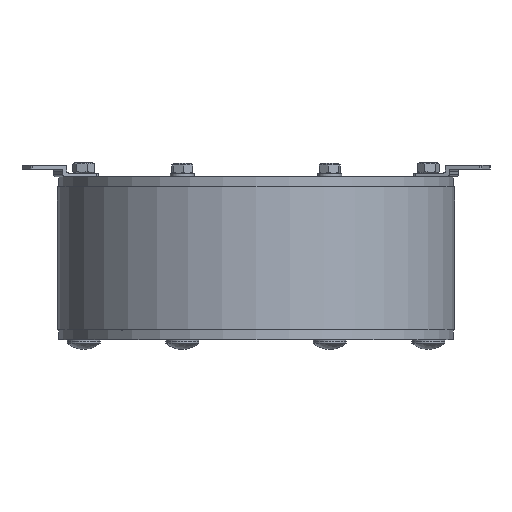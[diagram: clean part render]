
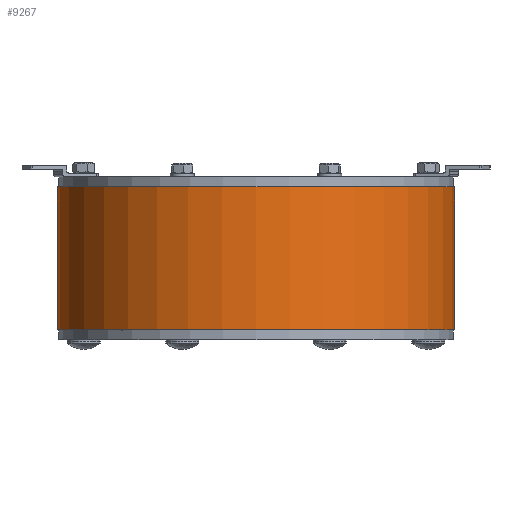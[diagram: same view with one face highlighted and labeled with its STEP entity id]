
A CAD part, front view. The second image highlights one B-rep face of the part: STEP entity #9267.
In plain terms, the highlighted cylindrical face has radius 100 mm (diameter 200 mm), a partial arc.
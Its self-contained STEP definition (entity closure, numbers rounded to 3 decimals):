
#928=CYLINDRICAL_SURFACE('',#12649,100.);
#1006=FACE_OUTER_BOUND('',#1696,.T.);
#1696=EDGE_LOOP('',(#5390,#5391,#5392,#5393));
#2489=VERTEX_POINT('',#16190);
#2491=VERTEX_POINT('',#16193);
#2494=VERTEX_POINT('',#16200);
#2496=VERTEX_POINT('',#16204);
#3652=EDGE_CURVE('',#2491,#2489,#10003,.T.);
#3658=EDGE_CURVE('',#2494,#2496,#10009,.T.);
#3659=EDGE_CURVE('',#2491,#2496,#12459,.T.);
#3660=EDGE_CURVE('',#2494,#2489,#12460,.T.);
#5390=ORIENTED_EDGE('',*,*,#3658,.T.);
#5391=ORIENTED_EDGE('',*,*,#3659,.F.);
#5392=ORIENTED_EDGE('',*,*,#3652,.T.);
#5393=ORIENTED_EDGE('',*,*,#3660,.F.);
#9267=ADVANCED_FACE('',(#1006),#928,.T.);
#10003=LINE('',#16194,#11204);
#10009=LINE('',#16206,#11210);
#11204=VECTOR('',#13445,72.);
#11210=VECTOR('',#13453,72.);
#12459=CIRCLE('',#12650,100.);
#12460=CIRCLE('',#12651,100.);
#12649=AXIS2_PLACEMENT_3D('',#16207,#13454,#13455);
#12650=AXIS2_PLACEMENT_3D('',#16208,#13456,#13457);
#12651=AXIS2_PLACEMENT_3D('',#16209,#13458,#13459);
#13445=DIRECTION('',(0.,0.,1.));
#13453=DIRECTION('',(0.,0.,-1.));
#13454=DIRECTION('center_axis',(0.,0.,1.));
#13455=DIRECTION('ref_axis',(-1.,0.005,0.));
#13456=DIRECTION('center_axis',(0.,0.,-1.));
#13457=DIRECTION('ref_axis',(-1.,0.005,0.));
#13458=DIRECTION('center_axis',(0.,0.,1.));
#13459=DIRECTION('ref_axis',(-1.,0.005,0.));
#16190=CARTESIAN_POINT('',(-100.,0.,72.));
#16193=CARTESIAN_POINT('',(-100.,0.,0.));
#16194=CARTESIAN_POINT('',(-100.,0.,0.));
#16200=CARTESIAN_POINT('',(100.,0.,72.));
#16204=CARTESIAN_POINT('',(100.,0.,0.));
#16206=CARTESIAN_POINT('',(100.,0.,0.));
#16207=CARTESIAN_POINT('Origin',(0.,0.,0.));
#16208=CARTESIAN_POINT('Origin',(0.,0.,0.));
#16209=CARTESIAN_POINT('Origin',(0.,0.,72.));
